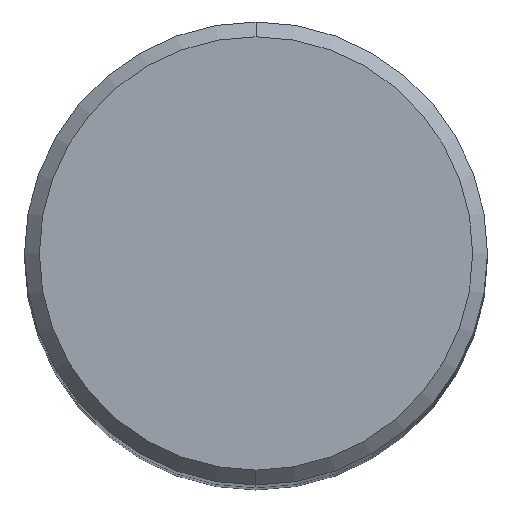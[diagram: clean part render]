
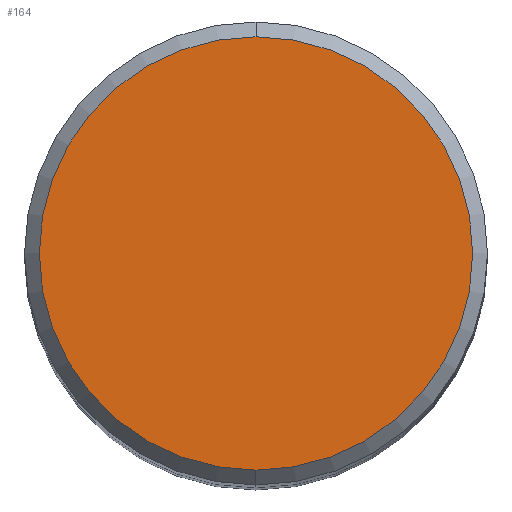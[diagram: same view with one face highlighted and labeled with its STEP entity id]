
A CAD part, top view. The second image highlights one B-rep face of the part: STEP entity #164.
In plain terms, the highlighted planar face has unit normal (0, 0, 1).
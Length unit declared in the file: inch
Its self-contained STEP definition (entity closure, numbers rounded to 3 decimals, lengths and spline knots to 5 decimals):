
#6 = EDGE_CURVE ( 'NONE', #357, #182, #71, .T. ) ;
#28 = DIRECTION ( 'NONE',  ( 0., -1., 0. ) ) ;
#51 = DIRECTION ( 'NONE',  ( 0., -1., 0. ) ) ;
#63 = DIRECTION ( 'NONE',  ( 0., 1., 0. ) ) ;
#71 = CIRCLE ( 'NONE', #169, 0.2925 ) ;
#94 = DIRECTION ( 'NONE',  ( 0., 0., -1. ) ) ;
#98 = CARTESIAN_POINT ( 'NONE',  ( 0., 0.2925, 0. ) ) ;
#109 = EDGE_CURVE ( 'NONE', #182, #357, #222, .T. ) ;
#164 = ADVANCED_FACE ( 'NONE', ( #279 ), #412, .F. ) ;
#166 = ORIENTED_EDGE ( 'NONE', *, *, #109, .T. ) ;
#169 = AXIS2_PLACEMENT_3D ( 'NONE', #368, #294, #51 ) ;
#170 = EDGE_LOOP ( 'NONE', ( #166, #187 ) ) ;
#178 = AXIS2_PLACEMENT_3D ( 'NONE', #379, #94, #63 ) ;
#182 = VERTEX_POINT ( 'NONE', #98 ) ;
#187 = ORIENTED_EDGE ( 'NONE', *, *, #6, .T. ) ;
#194 = AXIS2_PLACEMENT_3D ( 'NONE', #338, #372, #28 ) ;
#222 = CIRCLE ( 'NONE', #194, 0.2925 ) ;
#275 = CARTESIAN_POINT ( 'NONE',  ( 0., -0.2925, 0. ) ) ;
#279 = FACE_OUTER_BOUND ( 'NONE', #170, .T. ) ;
#294 = DIRECTION ( 'NONE',  ( 0., 0., 1. ) ) ;
#338 = CARTESIAN_POINT ( 'NONE',  ( 0., 0., 0. ) ) ;
#357 = VERTEX_POINT ( 'NONE', #275 ) ;
#368 = CARTESIAN_POINT ( 'NONE',  ( 0., 0., 0. ) ) ;
#372 = DIRECTION ( 'NONE',  ( 0., 0., 1. ) ) ;
#379 = CARTESIAN_POINT ( 'NONE',  ( 0., 0.2925, 0. ) ) ;
#412 = PLANE ( 'NONE',  #178 ) ;
